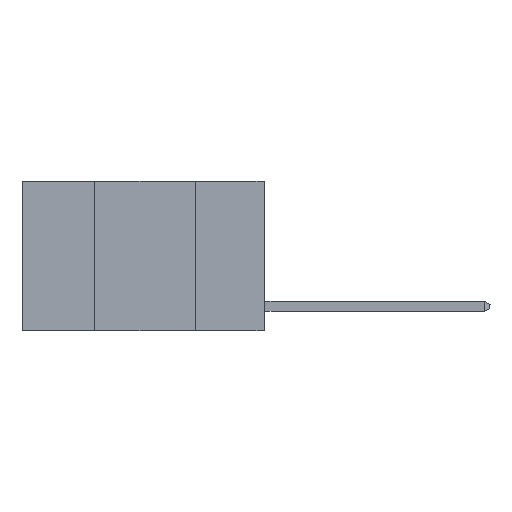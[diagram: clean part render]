
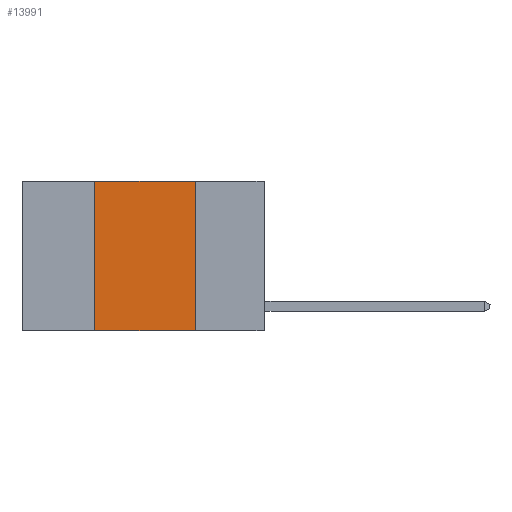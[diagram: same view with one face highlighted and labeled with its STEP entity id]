
A CAD part, left-side view. The second image highlights one B-rep face of the part: STEP entity #13991.
In plain terms, the highlighted planar face has unit normal (-1, 0, 0).
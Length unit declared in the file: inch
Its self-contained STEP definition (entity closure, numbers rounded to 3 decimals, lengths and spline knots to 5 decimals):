
#559 = LINE ( 'NONE', #20961, #17435 ) ;
#928 = ORIENTED_EDGE ( 'NONE', *, *, #23565, .F. ) ;
#1112 = CARTESIAN_POINT ( 'NONE',  ( 0., 0.17, 0. ) ) ;
#3369 = VERTEX_POINT ( 'NONE', #25442 ) ;
#3858 = AXIS2_PLACEMENT_3D ( 'NONE', #21438, #7805, #23685 ) ;
#4400 = EDGE_LOOP ( 'NONE', ( #9463, #928, #13288, #5275 ) ) ;
#4597 = VECTOR ( 'NONE', #8624, 39.37008 ) ;
#5275 = ORIENTED_EDGE ( 'NONE', *, *, #11950, .T. ) ;
#5473 = PLANE ( 'NONE',  #3858 ) ;
#5731 = VERTEX_POINT ( 'NONE', #13356 ) ;
#6050 = CARTESIAN_POINT ( 'NONE',  ( 0., 0.42, 0. ) ) ;
#7304 = DIRECTION ( 'NONE',  ( 0., -1., 0. ) ) ;
#7805 = DIRECTION ( 'NONE',  ( 1., 0., 0. ) ) ;
#8624 = DIRECTION ( 'NONE',  ( 0., 0., -1. ) ) ;
#8863 = CARTESIAN_POINT ( 'NONE',  ( 0., 0.42, 0. ) ) ;
#9463 = ORIENTED_EDGE ( 'NONE', *, *, #15788, .F. ) ;
#11950 = EDGE_CURVE ( 'NONE', #5731, #3369, #29062, .T. ) ;
#13288 = ORIENTED_EDGE ( 'NONE', *, *, #29232, .F. ) ;
#13356 = CARTESIAN_POINT ( 'NONE',  ( 0., 0.42, -0.37 ) ) ;
#13991 = ADVANCED_FACE ( 'NONE', ( #14292 ), #5473, .F. ) ;
#14045 = CARTESIAN_POINT ( 'NONE',  ( 0., 0.6, -0.37 ) ) ;
#14292 = FACE_OUTER_BOUND ( 'NONE', #4400, .T. ) ;
#15103 = VECTOR ( 'NONE', #27455, 39.37008 ) ;
#15551 = LINE ( 'NONE', #6050, #28105 ) ;
#15788 = EDGE_CURVE ( 'NONE', #29117, #3369, #16770, .T. ) ;
#16770 = LINE ( 'NONE', #24490, #4597 ) ;
#17435 = VECTOR ( 'NONE', #7304, 39.37008 ) ;
#20961 = CARTESIAN_POINT ( 'NONE',  ( 0., 0.6, 0. ) ) ;
#21438 = CARTESIAN_POINT ( 'NONE',  ( 0., 0.6, 0. ) ) ;
#21999 = DIRECTION ( 'NONE',  ( 0., 0., 1. ) ) ;
#23565 = EDGE_CURVE ( 'NONE', #25242, #29117, #559, .T. ) ;
#23685 = DIRECTION ( 'NONE',  ( 0., 0., -1. ) ) ;
#24490 = CARTESIAN_POINT ( 'NONE',  ( 0., 0.17, 0. ) ) ;
#25242 = VERTEX_POINT ( 'NONE', #8863 ) ;
#25442 = CARTESIAN_POINT ( 'NONE',  ( 0., 0.17, -0.37 ) ) ;
#27455 = DIRECTION ( 'NONE',  ( 0., -1., 0. ) ) ;
#28105 = VECTOR ( 'NONE', #21999, 39.37008 ) ;
#29062 = LINE ( 'NONE', #14045, #15103 ) ;
#29117 = VERTEX_POINT ( 'NONE', #1112 ) ;
#29232 = EDGE_CURVE ( 'NONE', #5731, #25242, #15551, .T. ) ;
